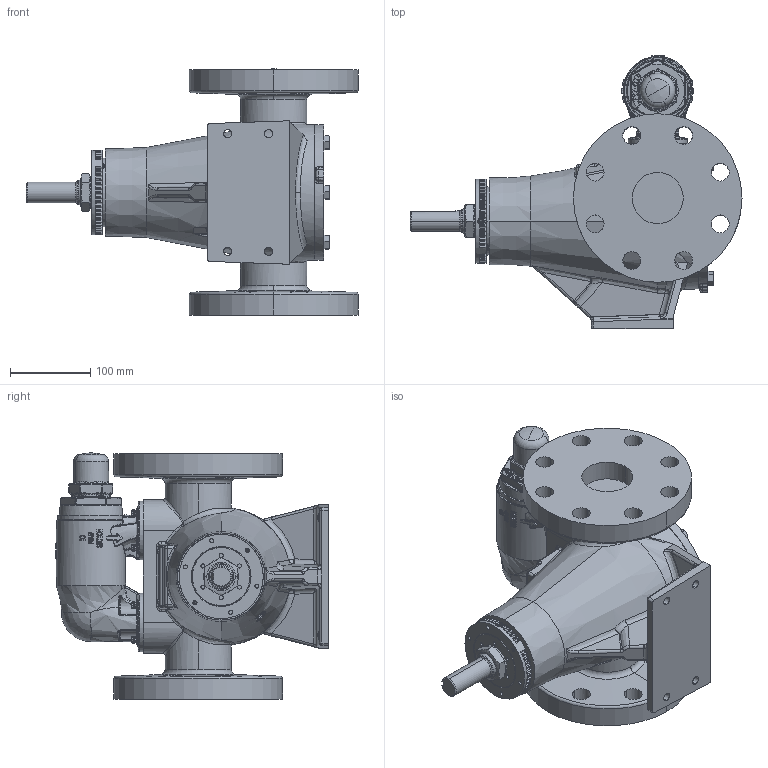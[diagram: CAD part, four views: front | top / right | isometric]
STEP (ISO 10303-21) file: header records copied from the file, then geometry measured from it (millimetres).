
FILE_DESCRIPTION (( 'STEP AP214' ), '1' );
FILE_NAME ('AV-793.STEP', '2019-05-24T17:52:54', ( '' ), ( '' ), 'SwSTEP 2.0', 'SolidWorks 2018', '' );
FILE_SCHEMA (( 'AUTOMOTIVE_DESIGN' ));
Length unit declared in the file: inch
Products named in the file (1): AV-793
Bounding box: 412.62 x 339.17 x 306.07 mm (x, y, z)
Volume: 8724813.7 mm3; surface area: 526974.2 mm2
Topology: 1 solids, 1 shells, 3002 faces, 7698 edges, 4825 vertices
Faces by surface type: plane 1286, bspline 730, cylinder 598, cone 231, torus 88, sphere 69
Entity records: 156828 total; most frequent: CARTESIAN_POINT 67936, ORIENTED_EDGE 15222, DIRECTION 11859, EDGE_CURVE 7611, VERTEX_POINT 4817, AXIS2_PLACEMENT_3D 4353, EDGE_LOOP 3250, VECTOR 3153
